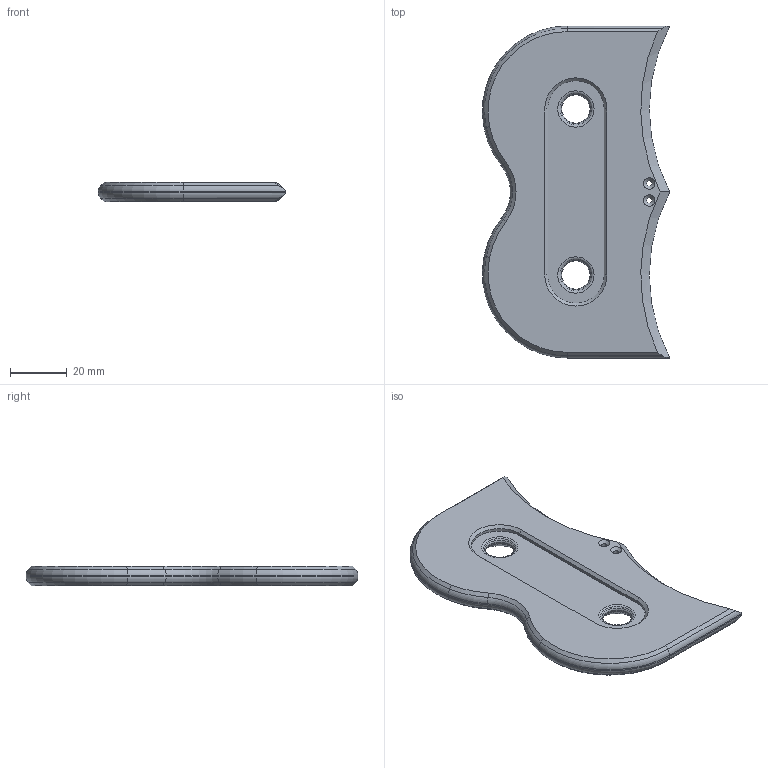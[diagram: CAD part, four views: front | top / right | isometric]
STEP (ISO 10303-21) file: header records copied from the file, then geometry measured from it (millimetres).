
FILE_DESCRIPTION(/* description */ (''),/* implementation_level */ '2;1');
FILE_NAME(/* name */ 'Pottery Contour Tool - 4 5-8 Bubble v3.step',/* time_stamp */ '2024-03-30T22:00:30-07:00',/* author */ (''),/* organization */ (''),/* preprocessor_version */ 'ST-DEVELOPER v20',/* originating_system */ 'Autodesk Translation Framework v12.14.0.127',/* authorisation */ '');
FILE_SCHEMA (('AUTOMOTIVE_DESIGN { 1 0 10303 214 3 1 1 }'));
Length unit declared in the file: millimetre
Products named in the file (1): Pottery Contour Tool - 4-5/8 Bubble
Bounding box: 66.21 x 117.46 x 7 mm (x, y, z)
Volume: 39660.4 mm3; surface area: 14750.1 mm2
Topology: 1 solids, 1 shells, 70 faces, 163 edges, 96 vertices
Faces by surface type: cone 24, cylinder 17, torus 16, plane 13
Full cylindrical faces by diameter (mm): 2 x2, 10 x2
Entity records: 2079 total; most frequent: CARTESIAN_POINT 384, DIRECTION 381, ORIENTED_EDGE 326, EDGE_CURVE 163, AXIS2_PLACEMENT_3D 161, VERTEX_POINT 96, CIRCLE 90, EDGE_LOOP 79
